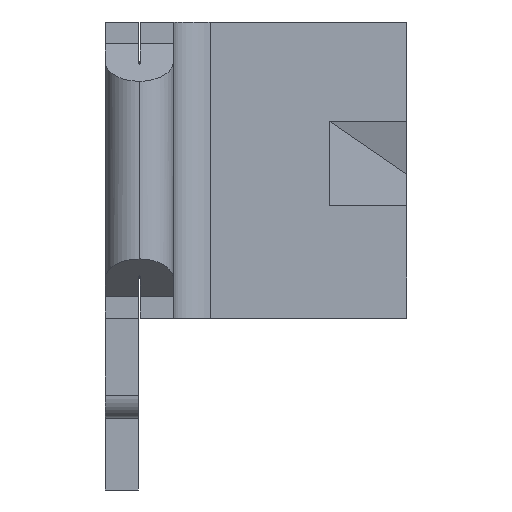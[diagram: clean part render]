
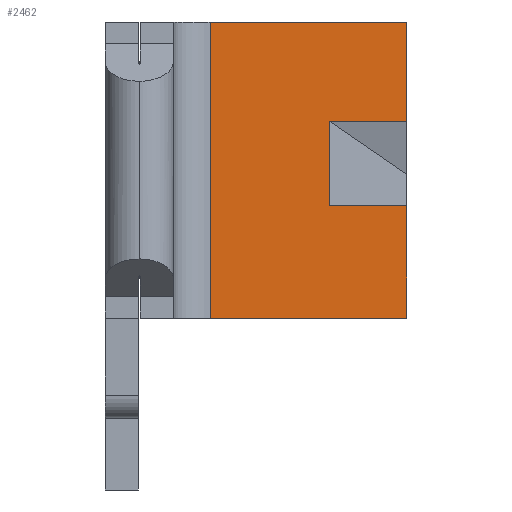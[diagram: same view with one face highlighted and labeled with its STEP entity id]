
A CAD part, left-side view. The second image highlights one B-rep face of the part: STEP entity #2462.
In plain terms, the highlighted planar face has unit normal (-1, 0, 0).
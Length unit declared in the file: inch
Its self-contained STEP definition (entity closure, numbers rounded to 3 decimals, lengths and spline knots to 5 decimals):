
#16 = CARTESIAN_POINT ( 'NONE',  ( 0.93825, -0.22575, 0.04131 ) ) ;
#113 = VECTOR ( 'NONE', #1737, 39.37008 ) ;
#145 = DIRECTION ( 'NONE',  ( 0., 0., -1. ) ) ;
#177 = LINE ( 'NONE', #574, #2508 ) ;
#268 = DIRECTION ( 'NONE',  ( 0., 0., -1. ) ) ;
#329 = LINE ( 'NONE', #2846, #1465 ) ;
#441 = VERTEX_POINT ( 'NONE', #1613 ) ;
#552 = DIRECTION ( 'NONE',  ( 0., -1., 0. ) ) ;
#574 = CARTESIAN_POINT ( 'NONE',  ( 0.93825, -0.05975, 0.125 ) ) ;
#577 = ORIENTED_EDGE ( 'NONE', *, *, #1414, .F. ) ;
#612 = VERTEX_POINT ( 'NONE', #1085 ) ;
#615 = VECTOR ( 'NONE', #2611, 39.37008 ) ;
#698 = DIRECTION ( 'NONE',  ( 0., 0., -1. ) ) ;
#740 = EDGE_CURVE ( 'NONE', #930, #1255, #2898, .T. ) ;
#802 = CARTESIAN_POINT ( 'NONE',  ( 0.93825, -0.22575, 0.125 ) ) ;
#832 = DIRECTION ( 'NONE',  ( 0., 1., 0. ) ) ;
#848 = ORIENTED_EDGE ( 'NONE', *, *, #2412, .T. ) ;
#864 = VERTEX_POINT ( 'NONE', #1212 ) ;
#930 = VERTEX_POINT ( 'NONE', #2601 ) ;
#981 = CARTESIAN_POINT ( 'NONE',  ( 0.93825, -0.16075, -0.03 ) ) ;
#992 = EDGE_CURVE ( 'NONE', #441, #612, #329, .T. ) ;
#999 = CARTESIAN_POINT ( 'NONE',  ( 0.93825, -0.22575, -0.03 ) ) ;
#1026 = ORIENTED_EDGE ( 'NONE', *, *, #1730, .F. ) ;
#1085 = CARTESIAN_POINT ( 'NONE',  ( 0.93825, -0.05975, -0.125 ) ) ;
#1138 = VECTOR ( 'NONE', #552, 39.37008 ) ;
#1174 = ORIENTED_EDGE ( 'NONE', *, *, #740, .F. ) ;
#1185 = ORIENTED_EDGE ( 'NONE', *, *, #2858, .T. ) ;
#1212 = CARTESIAN_POINT ( 'NONE',  ( 0.93825, -0.22575, 0.125 ) ) ;
#1255 = VERTEX_POINT ( 'NONE', #2531 ) ;
#1270 = CARTESIAN_POINT ( 'NONE',  ( 0.93825, -0.05975, -0.125 ) ) ;
#1309 = LINE ( 'NONE', #802, #113 ) ;
#1414 = EDGE_CURVE ( 'NONE', #441, #864, #177, .T. ) ;
#1458 = EDGE_CURVE ( 'NONE', #864, #2620, #1309, .T. ) ;
#1465 = VECTOR ( 'NONE', #145, 39.37008 ) ;
#1486 = AXIS2_PLACEMENT_3D ( 'NONE', #1520, #2196, #832 ) ;
#1520 = CARTESIAN_POINT ( 'NONE',  ( 0.93825, -0.05975, 0.125 ) ) ;
#1613 = CARTESIAN_POINT ( 'NONE',  ( 0.93825, -0.05975, 0.125 ) ) ;
#1621 = LINE ( 'NONE', #1918, #1138 ) ;
#1625 = CARTESIAN_POINT ( 'NONE',  ( 0.93825, -0.22575, -0.125 ) ) ;
#1634 = CARTESIAN_POINT ( 'NONE',  ( 0.93825, -0.22575, 0.125 ) ) ;
#1673 = LINE ( 'NONE', #981, #1742 ) ;
#1719 = VECTOR ( 'NONE', #698, 39.37008 ) ;
#1730 = EDGE_CURVE ( 'NONE', #1255, #2872, #1673, .T. ) ;
#1737 = DIRECTION ( 'NONE',  ( 0., 0., -1. ) ) ;
#1742 = VECTOR ( 'NONE', #2337, 39.37008 ) ;
#1750 = ORIENTED_EDGE ( 'NONE', *, *, #2676, .F. ) ;
#1872 = EDGE_LOOP ( 'NONE', ( #848, #1750, #1026, #1174, #1185, #1998, #577, #2554 ) ) ;
#1918 = CARTESIAN_POINT ( 'NONE',  ( 0.93825, -0.16075, 0.04131 ) ) ;
#1980 = PLANE ( 'NONE',  #1486 ) ;
#1998 = ORIENTED_EDGE ( 'NONE', *, *, #1458, .F. ) ;
#2104 = VECTOR ( 'NONE', #268, 39.37008 ) ;
#2148 = FACE_OUTER_BOUND ( 'NONE', #1872, .T. ) ;
#2196 = DIRECTION ( 'NONE',  ( 1., 0., 0. ) ) ;
#2337 = DIRECTION ( 'NONE',  ( 0., -1., 0. ) ) ;
#2357 = LINE ( 'NONE', #1270, #615 ) ;
#2412 = EDGE_CURVE ( 'NONE', #612, #2660, #2357, .T. ) ;
#2462 = ADVANCED_FACE ( 'NONE', ( #2148 ), #1980, .F. ) ;
#2500 = CARTESIAN_POINT ( 'NONE',  ( 0.93825, -0.16075, 0.04131 ) ) ;
#2508 = VECTOR ( 'NONE', #2828, 39.37008 ) ;
#2531 = CARTESIAN_POINT ( 'NONE',  ( 0.93825, -0.16075, -0.03 ) ) ;
#2554 = ORIENTED_EDGE ( 'NONE', *, *, #992, .T. ) ;
#2601 = CARTESIAN_POINT ( 'NONE',  ( 0.93825, -0.16075, 0.04131 ) ) ;
#2611 = DIRECTION ( 'NONE',  ( 0., -1., 0. ) ) ;
#2620 = VERTEX_POINT ( 'NONE', #16 ) ;
#2660 = VERTEX_POINT ( 'NONE', #1625 ) ;
#2676 = EDGE_CURVE ( 'NONE', #2872, #2660, #2770, .T. ) ;
#2770 = LINE ( 'NONE', #1634, #2104 ) ;
#2828 = DIRECTION ( 'NONE',  ( 0., -1., 0. ) ) ;
#2846 = CARTESIAN_POINT ( 'NONE',  ( 0.93825, -0.05975, 0.125 ) ) ;
#2858 = EDGE_CURVE ( 'NONE', #930, #2620, #1621, .T. ) ;
#2872 = VERTEX_POINT ( 'NONE', #999 ) ;
#2898 = LINE ( 'NONE', #2500, #1719 ) ;
